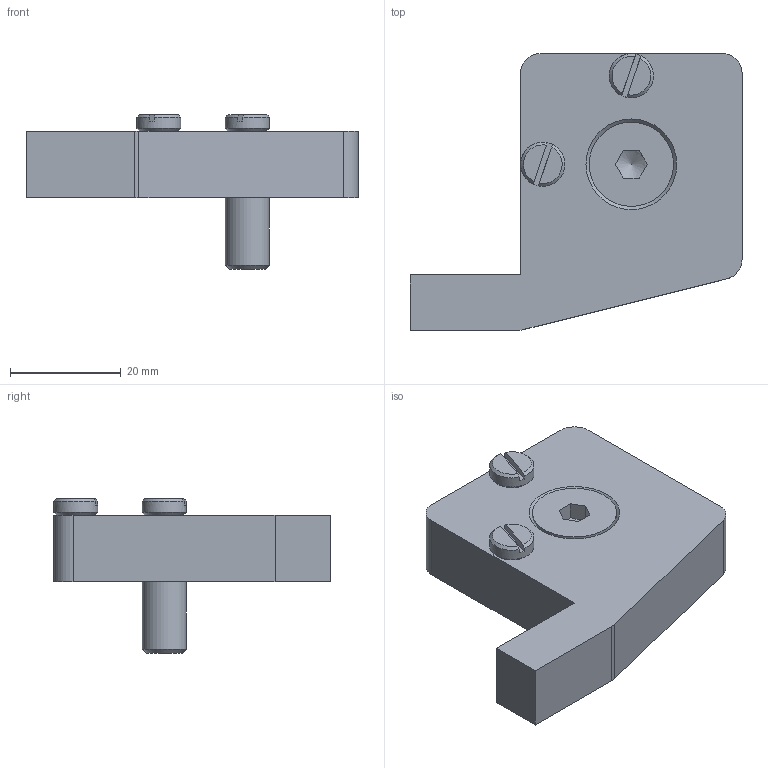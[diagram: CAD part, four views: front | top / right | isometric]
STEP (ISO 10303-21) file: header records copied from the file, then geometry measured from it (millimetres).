
FILE_DESCRIPTION((''),'2;1');
FILE_NAME('SZ8041N_A.stp','2013-09-04T10:48:24',('janine behrens'),(''),'Autodesk Inventor 2012','Autodesk Inventor 2012','');
FILE_SCHEMA(('AUTOMOTIVE_DESIGN { 1 0 10303 214 1 1 1 1 }'));
Length unit declared in the file: millimetre
Products named in the file (4): SZ8041N_A; ME7702000_A; DIN EN ISO 10642 M8  x  25; SS9900V_A
Assembly tree (4 placements, depth 2):
  SZ8041N_A
    ME7702000_A
    DIN EN ISO 10642 M8  x  25
    SS9900V_A  x2
Bounding box: 60 x 50 x 28 mm (x, y, z)
Volume: 24320.9 mm3; surface area: 8386.8 mm2
Topology: 4 solids, 4 shells, 65 faces, 150 edges, 95 vertices
Faces by surface type: plane 31, cone 15, cylinder 15, torus 4
Full cylindrical faces by diameter (mm): 3.7 x2, 4.134 x2, 5 x2, 8 x3, 9 x1, 15.24 x1
Entity records: 1383 total; most frequent: CARTESIAN_POINT 235, DIRECTION 229, ORIENTED_EDGE 182, AXIS2_PLACEMENT_3D 92, EDGE_CURVE 91, EDGE_LOOP 73, VERTEX_POINT 68, FACE_OUTER_BOUND 48
